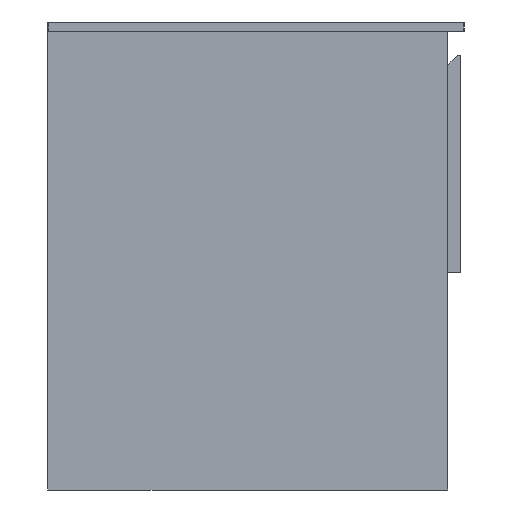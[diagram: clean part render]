
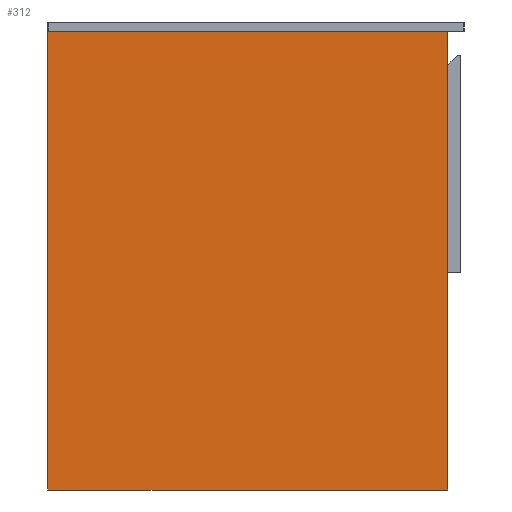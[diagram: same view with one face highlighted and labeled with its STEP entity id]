
A CAD part, left-side view. The second image highlights one B-rep face of the part: STEP entity #312.
In plain terms, the highlighted planar face has unit normal (-1, 0, 0).
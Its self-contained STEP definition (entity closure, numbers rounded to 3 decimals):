
#312=ADVANCED_FACE('',(#380),#1176,.T.);
#380=FACE_OUTER_BOUND('',#448,.T.);
#448=EDGE_LOOP('',(#586,#587,#588,#589));
#586=ORIENTED_EDGE('',*,*,#835,.T.);
#587=ORIENTED_EDGE('',*,*,#836,.T.);
#588=ORIENTED_EDGE('',*,*,#837,.T.);
#589=ORIENTED_EDGE('',*,*,#833,.F.);
#833=EDGE_CURVE('',#1094,#1095,#979,.T.);
#835=EDGE_CURVE('',#1094,#1096,#981,.T.);
#836=EDGE_CURVE('',#1096,#1097,#982,.T.);
#837=EDGE_CURVE('',#1097,#1095,#983,.T.);
#979=B_SPLINE_CURVE_WITH_KNOTS('',1,(#1627,#1628),.UNSPECIFIED.,.F.,.F.,
(2,2),(0.,480.),.UNSPECIFIED.);
#981=B_SPLINE_CURVE_WITH_KNOTS('',1,(#1631,#1632),.UNSPECIFIED.,.F.,.F.,
(2,2),(0.,550.),.UNSPECIFIED.);
#982=B_SPLINE_CURVE_WITH_KNOTS('',1,(#1633,#1634),.UNSPECIFIED.,.F.,.F.,
(2,2),(0.,480.),.UNSPECIFIED.);
#983=B_SPLINE_CURVE_WITH_KNOTS('',1,(#1635,#1636),.UNSPECIFIED.,.F.,.F.,
(2,2),(0.,550.),.UNSPECIFIED.);
#1094=VERTEX_POINT('',#1613);
#1095=VERTEX_POINT('',#1614);
#1096=VERTEX_POINT('',#1615);
#1097=VERTEX_POINT('',#1616);
#1176=PLANE('',#1332);
#1332=AXIS2_PLACEMENT_3D('',#1605,#1410,$);
#1410=DIRECTION('',(-1.,0.,0.));
#1605=CARTESIAN_POINT('',(-894.,330.,-48.));
#1613=CARTESIAN_POINT('',(-894.,275.,0.));
#1614=CARTESIAN_POINT('',(-894.,275.,480.));
#1615=CARTESIAN_POINT('',(-894.,-275.,0.));
#1616=CARTESIAN_POINT('',(-894.,-275.,480.));
#1627=CARTESIAN_POINT('',(-894.,275.,0.));
#1628=CARTESIAN_POINT('',(-894.,275.,480.));
#1631=CARTESIAN_POINT('',(-894.,275.,0.));
#1632=CARTESIAN_POINT('',(-894.,-275.,0.));
#1633=CARTESIAN_POINT('',(-894.,-275.,0.));
#1634=CARTESIAN_POINT('',(-894.,-275.,480.));
#1635=CARTESIAN_POINT('',(-894.,-275.,480.));
#1636=CARTESIAN_POINT('',(-894.,275.,480.));
